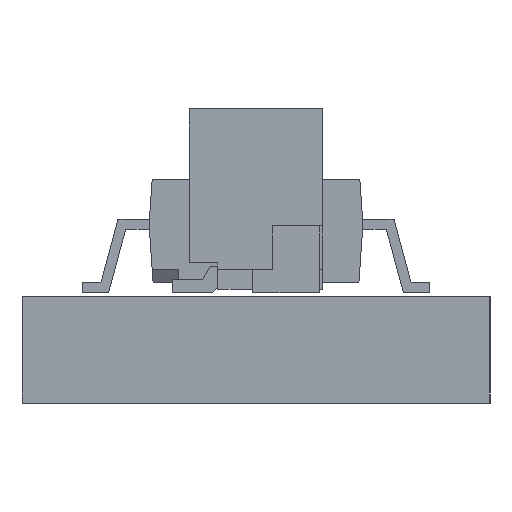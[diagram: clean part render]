
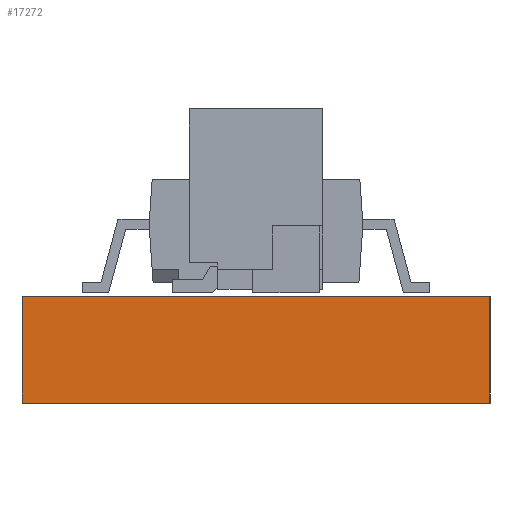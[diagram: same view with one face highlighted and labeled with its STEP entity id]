
A CAD part, left-side view. The second image highlights one B-rep face of the part: STEP entity #17272.
In plain terms, the highlighted planar face has unit normal (-1, 0, 0).
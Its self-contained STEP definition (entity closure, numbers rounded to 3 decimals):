
#11742 = PLANE('',#11743);
#11743 = AXIS2_PLACEMENT_3D('',#11744,#11745,#11746);
#11744 = CARTESIAN_POINT('',(46.109,-50.,1.6));
#11745 = DIRECTION('',(-0.,-0.,-1.));
#11746 = DIRECTION('',(-1.,0.,0.));
#11796 = PLANE('',#11797);
#11797 = AXIS2_PLACEMENT_3D('',#11798,#11799,#11800);
#11798 = CARTESIAN_POINT('',(46.109,-50.,0.));
#11799 = DIRECTION('',(-0.,-0.,-1.));
#11800 = DIRECTION('',(-1.,0.,0.));
#11829 = PLANE('',#11830);
#11830 = AXIS2_PLACEMENT_3D('',#11831,#11832,#11833);
#11831 = CARTESIAN_POINT('',(32.5,-46.5,0.));
#11832 = DIRECTION('',(0.,1.,0.));
#11833 = DIRECTION('',(1.,0.,0.));
#12521 = VERTEX_POINT('',#12522);
#12522 = CARTESIAN_POINT('',(32.5,-53.5,0.));
#12536 = PLANE('',#12537);
#12537 = AXIS2_PLACEMENT_3D('',#12538,#12539,#12540);
#12538 = CARTESIAN_POINT('',(58.5,-53.5,0.));
#12539 = DIRECTION('',(0.,-1.,0.));
#12540 = DIRECTION('',(-1.,0.,0.));
#12548 = EDGE_CURVE('',#12521,#12549,#12551,.T.);
#12549 = VERTEX_POINT('',#12550);
#12550 = CARTESIAN_POINT('',(32.5,-46.5,0.));
#12551 = SURFACE_CURVE('',#12552,(#12556,#12563),.PCURVE_S1.);
#12552 = LINE('',#12553,#12554);
#12553 = CARTESIAN_POINT('',(32.5,-53.5,0.));
#12554 = VECTOR('',#12555,1.);
#12555 = DIRECTION('',(0.,1.,0.));
#12556 = PCURVE('',#11796,#12557);
#12557 = DEFINITIONAL_REPRESENTATION('',(#12558),#12562);
#12558 = LINE('',#12559,#12560);
#12559 = CARTESIAN_POINT('',(13.609,-3.5));
#12560 = VECTOR('',#12561,1.);
#12561 = DIRECTION('',(0.,1.));
#12562 = ( GEOMETRIC_REPRESENTATION_CONTEXT(2) 
PARAMETRIC_REPRESENTATION_CONTEXT() REPRESENTATION_CONTEXT('2D SPACE',''
  ) );
#12563 = PCURVE('',#12564,#12569);
#12564 = PLANE('',#12565);
#12565 = AXIS2_PLACEMENT_3D('',#12566,#12567,#12568);
#12566 = CARTESIAN_POINT('',(32.5,-53.5,0.));
#12567 = DIRECTION('',(-1.,0.,0.));
#12568 = DIRECTION('',(0.,1.,0.));
#12569 = DEFINITIONAL_REPRESENTATION('',(#12570),#12574);
#12570 = LINE('',#12571,#12572);
#12571 = CARTESIAN_POINT('',(0.,0.));
#12572 = VECTOR('',#12573,1.);
#12573 = DIRECTION('',(1.,0.));
#12574 = ( GEOMETRIC_REPRESENTATION_CONTEXT(2) 
PARAMETRIC_REPRESENTATION_CONTEXT() REPRESENTATION_CONTEXT('2D SPACE',''
  ) );
#15308 = VERTEX_POINT('',#15309);
#15309 = CARTESIAN_POINT('',(32.5,-53.5,1.6));
#15330 = EDGE_CURVE('',#15308,#15331,#15333,.T.);
#15331 = VERTEX_POINT('',#15332);
#15332 = CARTESIAN_POINT('',(32.5,-46.5,1.6));
#15333 = SURFACE_CURVE('',#15334,(#15338,#15345),.PCURVE_S1.);
#15334 = LINE('',#15335,#15336);
#15335 = CARTESIAN_POINT('',(32.5,-53.5,1.6));
#15336 = VECTOR('',#15337,1.);
#15337 = DIRECTION('',(0.,1.,0.));
#15338 = PCURVE('',#11742,#15339);
#15339 = DEFINITIONAL_REPRESENTATION('',(#15340),#15344);
#15340 = LINE('',#15341,#15342);
#15341 = CARTESIAN_POINT('',(13.609,-3.5));
#15342 = VECTOR('',#15343,1.);
#15343 = DIRECTION('',(0.,1.));
#15344 = ( GEOMETRIC_REPRESENTATION_CONTEXT(2) 
PARAMETRIC_REPRESENTATION_CONTEXT() REPRESENTATION_CONTEXT('2D SPACE',''
  ) );
#15345 = PCURVE('',#12564,#15346);
#15346 = DEFINITIONAL_REPRESENTATION('',(#15347),#15351);
#15347 = LINE('',#15348,#15349);
#15348 = CARTESIAN_POINT('',(0.,-1.6));
#15349 = VECTOR('',#15350,1.);
#15350 = DIRECTION('',(1.,0.));
#15351 = ( GEOMETRIC_REPRESENTATION_CONTEXT(2) 
PARAMETRIC_REPRESENTATION_CONTEXT() REPRESENTATION_CONTEXT('2D SPACE',''
  ) );
#17222 = EDGE_CURVE('',#12549,#15331,#17223,.T.);
#17223 = SURFACE_CURVE('',#17224,(#17228,#17235),.PCURVE_S1.);
#17224 = LINE('',#17225,#17226);
#17225 = CARTESIAN_POINT('',(32.5,-46.5,0.));
#17226 = VECTOR('',#17227,1.);
#17227 = DIRECTION('',(0.,0.,1.));
#17228 = PCURVE('',#11829,#17229);
#17229 = DEFINITIONAL_REPRESENTATION('',(#17230),#17234);
#17230 = LINE('',#17231,#17232);
#17231 = CARTESIAN_POINT('',(0.,0.));
#17232 = VECTOR('',#17233,1.);
#17233 = DIRECTION('',(0.,-1.));
#17234 = ( GEOMETRIC_REPRESENTATION_CONTEXT(2) 
PARAMETRIC_REPRESENTATION_CONTEXT() REPRESENTATION_CONTEXT('2D SPACE',''
  ) );
#17235 = PCURVE('',#12564,#17236);
#17236 = DEFINITIONAL_REPRESENTATION('',(#17237),#17241);
#17237 = LINE('',#17238,#17239);
#17238 = CARTESIAN_POINT('',(7.,0.));
#17239 = VECTOR('',#17240,1.);
#17240 = DIRECTION('',(0.,-1.));
#17241 = ( GEOMETRIC_REPRESENTATION_CONTEXT(2) 
PARAMETRIC_REPRESENTATION_CONTEXT() REPRESENTATION_CONTEXT('2D SPACE',''
  ) );
#17272 = ADVANCED_FACE('',(#17273),#12564,.T.);
#17273 = FACE_BOUND('',#17274,.T.);
#17274 = EDGE_LOOP('',(#17275,#17296,#17297,#17298));
#17275 = ORIENTED_EDGE('',*,*,#17276,.T.);
#17276 = EDGE_CURVE('',#12521,#15308,#17277,.T.);
#17277 = SURFACE_CURVE('',#17278,(#17282,#17289),.PCURVE_S1.);
#17278 = LINE('',#17279,#17280);
#17279 = CARTESIAN_POINT('',(32.5,-53.5,0.));
#17280 = VECTOR('',#17281,1.);
#17281 = DIRECTION('',(0.,0.,1.));
#17282 = PCURVE('',#12564,#17283);
#17283 = DEFINITIONAL_REPRESENTATION('',(#17284),#17288);
#17284 = LINE('',#17285,#17286);
#17285 = CARTESIAN_POINT('',(0.,0.));
#17286 = VECTOR('',#17287,1.);
#17287 = DIRECTION('',(0.,-1.));
#17288 = ( GEOMETRIC_REPRESENTATION_CONTEXT(2) 
PARAMETRIC_REPRESENTATION_CONTEXT() REPRESENTATION_CONTEXT('2D SPACE',''
  ) );
#17289 = PCURVE('',#12536,#17290);
#17290 = DEFINITIONAL_REPRESENTATION('',(#17291),#17295);
#17291 = LINE('',#17292,#17293);
#17292 = CARTESIAN_POINT('',(26.,0.));
#17293 = VECTOR('',#17294,1.);
#17294 = DIRECTION('',(0.,-1.));
#17295 = ( GEOMETRIC_REPRESENTATION_CONTEXT(2) 
PARAMETRIC_REPRESENTATION_CONTEXT() REPRESENTATION_CONTEXT('2D SPACE',''
  ) );
#17296 = ORIENTED_EDGE('',*,*,#15330,.T.);
#17297 = ORIENTED_EDGE('',*,*,#17222,.F.);
#17298 = ORIENTED_EDGE('',*,*,#12548,.F.);
